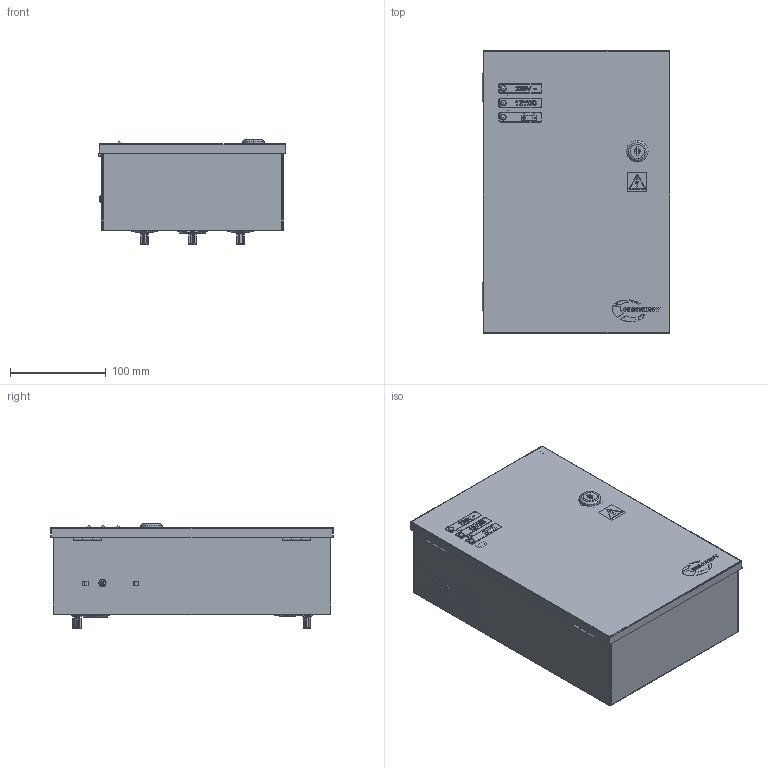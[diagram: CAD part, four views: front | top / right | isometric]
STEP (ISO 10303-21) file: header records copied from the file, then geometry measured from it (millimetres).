
FILE_DESCRIPTION (( 'STEP AP214' ), '1' );
FILE_NAME ('AD1205GR_STPALL.step', '2024-06-18T09:41:23', ( '' ), ( '' ), 'SwSTEP 2.0', 'SolidWorks 2020', '' );
FILE_SCHEMA (( 'AUTOMOTIVE_DESIGN' ));
Length unit declared in the file: millimetre
Products named in the file (26): Deviatore a Rotella Panasonic AM5_LIBRE; ELEC ADCCTV1205-08_NV PCB 24025R; AD1205GR_STPALL; r6513-00_paroi 0.8mm; CAPOT DE PROTECTION ADCCTV1205-08_NV PCB; Mascon 2P 4mm; EP0180-LED 5MM_ORANGE; 1751400BIS; PCB DE SIGNALISATION 3 LEDS_NV PCB; BOITIER AD1205GR_AD1205GR NV ELEC; CAM LOCK XL_P16; Parte 3 Deviatore a Rotella Panasonic AM5; EP0180-LED 5MM_VERT; Parte 2 Deviatore a Rotella Panasonic AM5; HB-9500_5P; PCB LEDS_NV PCB; BT CONTACT; ISO 7045 - M3 x 4 - Z - 4S_ISO 7045 - M3 x 4 - Z - 4S; Parte 1 Deviatore a Rotella Panasonic AM5; DIN 967 - M3 x 5 - Z --- 4N_DIN 967 - M3 x 5 - Z --- 4N; S4B-XH-A; ELEC AD1205R_NV AD1205R; 1751400BIS_2ANG; ISO 7045 - M3 x 6 - Z --- 6S_ISO 7045 - M3 x 6 - Z --- 6S; Parte 4 Deviatore a Rotella Panasonic AM5; 1751400BIS_1ANG
Assembly tree (30 placements, depth 4):
  AD1205GR_STPALL
    BOITIER AD1205GR_AD1205GR NV ELEC
    CAM LOCK XL_P16
    ELEC AD1205R_NV AD1205R
      ELEC ADCCTV1205-08_NV PCB 24025R
      CAPOT DE PROTECTION ADCCTV1205-08_NV PCB
      HB-9500_5P
      Mascon 2P 4mm
      ISO 7045 - M3 x 6 - Z --- 6S_ISO 7045 - M3 x 6 - Z --- 6S  x2
      1751400BIS
        1751400BIS_2ANG
        1751400BIS_1ANG
      BT CONTACT
    Deviatore a Rotella Panasonic AM5_LIBRE
      Parte 1 Deviatore a Rotella Panasonic AM5
      Parte 2 Deviatore a Rotella Panasonic AM5
      Parte 3 Deviatore a Rotella Panasonic AM5
      Parte 4 Deviatore a Rotella Panasonic AM5
    r6513-00_paroi 0.8mm  x3
    PCB DE SIGNALISATION 3 LEDS_NV PCB
      PCB LEDS_NV PCB
      EP0180-LED 5MM_VERT  x2
      EP0180-LED 5MM_ORANGE
      ISO 7045 - M3 x 4 - Z - 4S_ISO 7045 - M3 x 4 - Z - 4S  x2
      S4B-XH-A
    DIN 967 - M3 x 5 - Z --- 4N_DIN 967 - M3 x 5 - Z --- 4N
Bounding box: 196 x 295 x 109.3 mm (x, y, z)
Volume: 224535.9 mm3; surface area: 512087.8 mm2
Topology: 41 solids, 41 shells, 3520 faces, 9708 edges, 6525 vertices
Faces by surface type: plane 2146, cylinder 652, bspline 392, cone 222, torus 89, sphere 19
Entity records: 133846 total; most frequent: CARTESIAN_POINT 43454, ORIENTED_EDGE 17498, DIRECTION 14584, EDGE_CURVE 8749, VERTEX_POINT 5926, LINE 5876, VECTOR 5876, AXIS2_PLACEMENT_3D 4354
